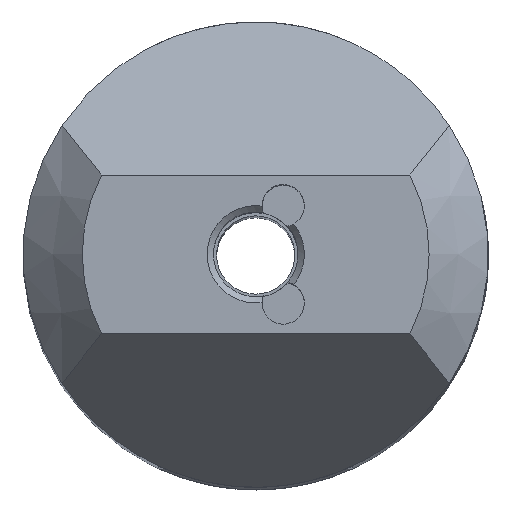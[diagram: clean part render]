
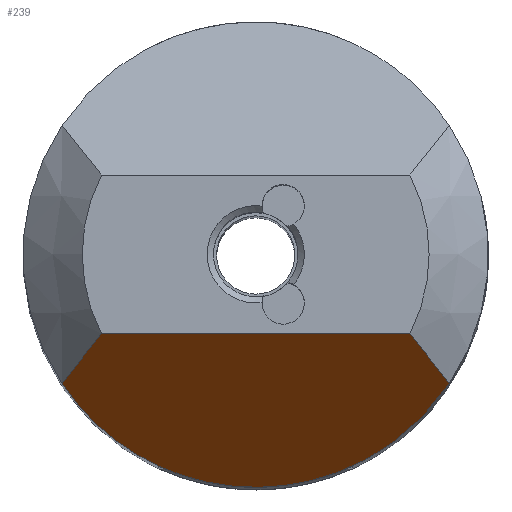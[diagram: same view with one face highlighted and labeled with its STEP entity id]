
A CAD part, top view. The second image highlights one B-rep face of the part: STEP entity #239.
In plain terms, the highlighted planar face has unit normal (0, -0.766, 0.643).
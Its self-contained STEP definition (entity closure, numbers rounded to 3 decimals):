
#44 = ORIENTED_EDGE ( 'NONE', *, *, #2420, .T. ) ;
#159 = DIRECTION ( 'NONE',  ( 0., 0.643, 0.766 ) ) ;
#198 = CARTESIAN_POINT ( 'NONE',  ( -7.292, -3.75, 90. ) ) ;
#212 = CARTESIAN_POINT ( 'NONE',  ( -9.154, -6.099, 87.2 ) ) ;
#239 = ADVANCED_FACE ( 'NONE', ( #1144 ), #1936, .F. ) ;
#263 = CARTESIAN_POINT ( 'NONE',  ( -11., -3.75, 90. ) ) ;
#280 = CARTESIAN_POINT ( 'NONE',  ( -4.34, -13.324, 78.591 ) ) ;
#321 = CARTESIAN_POINT ( 'NONE',  ( 9.154, -6.099, 87.2 ) ) ;
#343 = ORIENTED_EDGE ( 'NONE', *, *, #462, .F. ) ;
#372 = CARTESIAN_POINT ( 'NONE',  ( 7.292, -3.75, 90. ) ) ;
#427 = EDGE_CURVE ( 'NONE', #833, #918, #1596, .T. ) ;
#444 = CARTESIAN_POINT ( 'NONE',  ( 9.154, -6.099, 87.2 ) ) ;
#462 = EDGE_CURVE ( 'NONE', #943, #918, #1506, .T. ) ;
#483 = ORIENTED_EDGE ( 'NONE', *, *, #427, .T. ) ;
#555 = DIRECTION ( 'NONE',  ( 0., 0.766, -0.643 ) ) ;
#588 = EDGE_LOOP ( 'NONE', ( #483, #343, #44, #2316 ) ) ;
#636 = CARTESIAN_POINT ( 'NONE',  ( 4.34, -13.324, 78.591 ) ) ;
#649 = EDGE_CURVE ( 'NONE', #833, #1062, #2264, .T. ) ;
#725 = CARTESIAN_POINT ( 'NONE',  ( 7.292, -3.75, 90. ) ) ;
#833 = VERTEX_POINT ( 'NONE', #198 ) ;
#862 = DIRECTION ( 'NONE',  ( 1., 0., 0. ) ) ;
#864 = CARTESIAN_POINT ( 'NONE',  ( -7.933, -4.526, 89.075 ) ) ;
#918 = VERTEX_POINT ( 'NONE', #212 ) ;
#928 = CARTESIAN_POINT ( 'NONE',  ( 8.55, -5.311, 88.14 ) ) ;
#943 = VERTEX_POINT ( 'NONE', #1028 ) ;
#1028 = CARTESIAN_POINT ( 'NONE',  ( 9.154, -6.099, 87.2 ) ) ;
#1062 = VERTEX_POINT ( 'NONE', #372 ) ;
#1144 = FACE_OUTER_BOUND ( 'NONE', #588, .T. ) ;
#1158 = AXIS2_PLACEMENT_3D ( 'NONE', #2569, #555, #159 ) ;
#1288 = CARTESIAN_POINT ( 'NONE',  ( -9.154, -6.099, 87.2 ) ) ;
#1423 = VECTOR ( 'NONE', #862, 1000. ) ;
#1457 = CARTESIAN_POINT ( 'NONE',  ( -9.154, -6.099, 87.2 ) ) ;
#1506 =( BOUNDED_CURVE ( )  B_SPLINE_CURVE ( 3, ( #444, #636, #280, #1457 ),
 .UNSPECIFIED., .F., .F. ) 
 B_SPLINE_CURVE_WITH_KNOTS ( ( 4, 4 ),
 ( 5.3, 7.266 ),
 .UNSPECIFIED. ) 
 CURVE ( )  GEOMETRIC_REPRESENTATION_ITEM ( )  RATIONAL_B_SPLINE_CURVE ( ( 1., 0.703, 0.703, 1. ) ) 
 REPRESENTATION_ITEM ( '' )  );
#1596 = B_SPLINE_CURVE_WITH_KNOTS ( 'NONE', 3,
 ( #1854, #864, #2428, #1288 ),
 .UNSPECIFIED., .F., .F.,
 ( 4, 4 ),
 ( 0., 0.004 ),
 .UNSPECIFIED. ) ;
#1854 = CARTESIAN_POINT ( 'NONE',  ( -7.292, -3.75, 90. ) ) ;
#1936 = PLANE ( 'NONE',  #1158 ) ;
#2091 = B_SPLINE_CURVE_WITH_KNOTS ( 'NONE', 3,
 ( #321, #928, #2515, #725 ),
 .UNSPECIFIED., .F., .F.,
 ( 4, 4 ),
 ( 0., 0.004 ),
 .UNSPECIFIED. ) ;
#2264 = LINE ( 'NONE', #263, #1423 ) ;
#2316 = ORIENTED_EDGE ( 'NONE', *, *, #649, .F. ) ;
#2420 = EDGE_CURVE ( 'NONE', #943, #1062, #2091, .T. ) ;
#2428 = CARTESIAN_POINT ( 'NONE',  ( -8.55, -5.311, 88.14 ) ) ;
#2515 = CARTESIAN_POINT ( 'NONE',  ( 7.933, -4.526, 89.075 ) ) ;
#2569 = CARTESIAN_POINT ( 'NONE',  ( -11., -18.854, 72. ) ) ;
